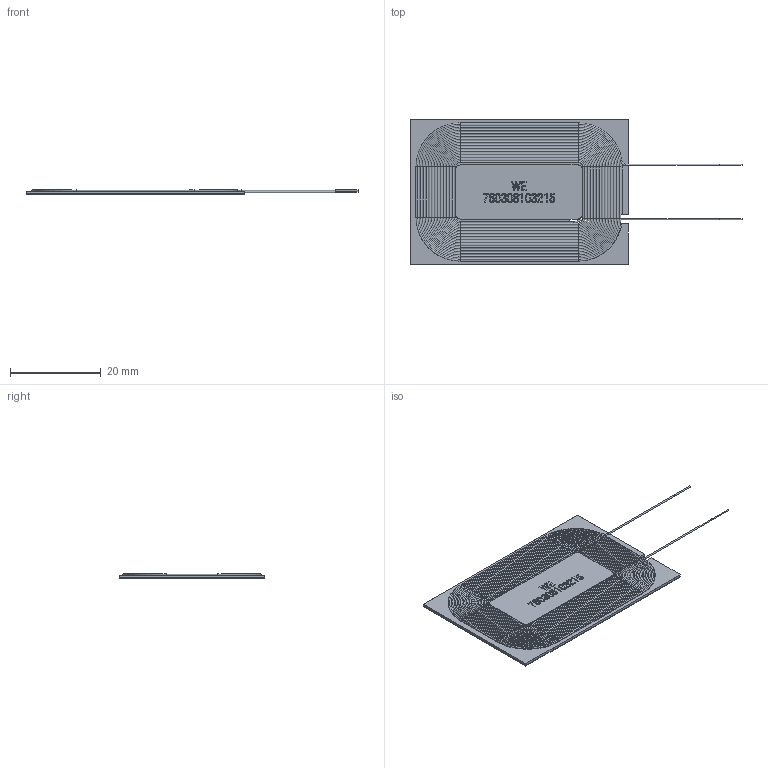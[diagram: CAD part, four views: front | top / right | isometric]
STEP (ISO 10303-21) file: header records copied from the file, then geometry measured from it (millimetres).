
FILE_DESCRIPTION( ( 'Unknown' ), '1' );
FILE_NAME( '760308103215.stp', 'Unknown', ( 'Unknown' ), ( 'Unknown' ), 'PSStep 19.0.9', 'Unknown', ' ' );
FILE_SCHEMA( ( 'AUTOMOTIVE_DESIGN { 1 0 10303 214 1 1 1 1 }' ) );
Length unit declared in the file: millimetre
Products named in the file (16): Assem1; D-PET 1; C-Ferrite Sheet 1; B-Adhesive Tape 2; B-Adhesive Tape 1; A-Release Paper 1; C-Ferrite Sheet 2; D-PET 2; Coil; B-Adhesive Tape 3
Assembly tree (15 placements, depth 2):
  Assem1
    D-PET 1
    C-Ferrite Sheet 1
    B-Adhesive Tape 2
    B-Adhesive Tape 1
    A-Release Paper 1
    C-Ferrite Sheet 2
    D-PET 2
    D-PET 2
    D-PET 2
    D-PET 2
    D-PET 2
    D-PET 2
    D-PET 2
    Coil
    B-Adhesive Tape 3
Bounding box: 73 x 32 x 1.01 mm (x, y, z)
Volume: 1324 mm3; surface area: 18711.7 mm2
Topology: 15 solids, 15 shells, 415 faces, 941 edges, 558 vertices
Faces by surface type: plane 149, cylinder 131, torus 104, extrusion 30, bspline 1
Full cylindrical faces by diameter (mm): 0.28 x2, 0.3 x105
Entity records: 16510 total; most frequent: CARTESIAN_POINT 4597, DIRECTION 1685, ORIENTED_EDGE 1438, EDGE_CURVE 719, EDGE_LOOP 666, AXIS2_PLACEMENT_3D 663, FACE_OUTER_BOUND 636, VERTEX_POINT 557
